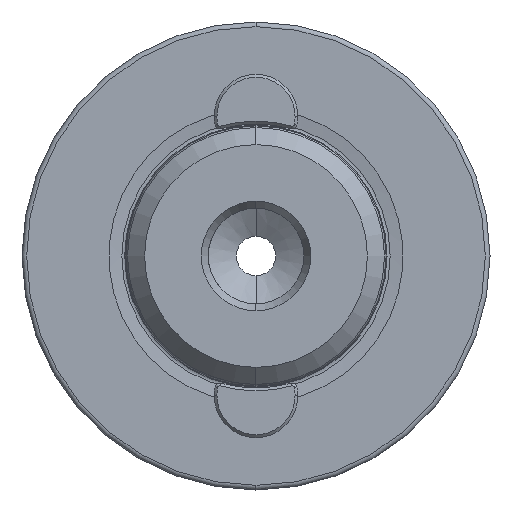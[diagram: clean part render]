
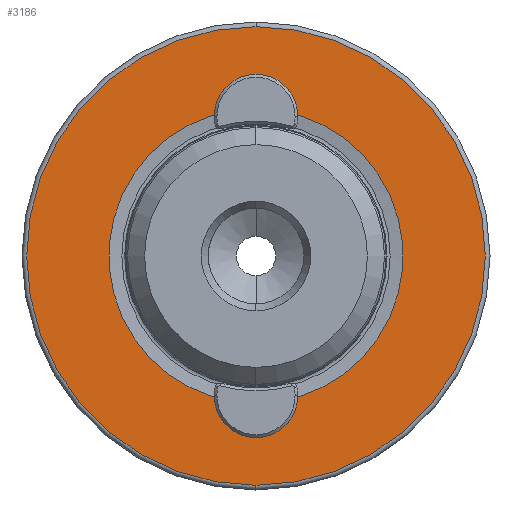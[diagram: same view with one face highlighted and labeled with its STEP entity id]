
A CAD part, left-side view. The second image highlights one B-rep face of the part: STEP entity #3186.
In plain terms, the highlighted planar face has unit normal (-1, 0, 0).
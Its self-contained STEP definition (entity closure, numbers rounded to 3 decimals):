
#91 = CIRCLE ( 'NONE', #1686, 15.715 ) ;
#142 = CARTESIAN_POINT ( 'NONE',  ( 0., 0., 24.5 ) ) ;
#162 = EDGE_CURVE ( 'NONE', #381, #3939, #4692, .T. ) ;
#225 = EDGE_CURVE ( 'NONE', #3428, #4379, #4703, .T. ) ;
#374 = EDGE_CURVE ( 'NONE', #2208, #2527, #4273, .T. ) ;
#381 = VERTEX_POINT ( 'NONE', #2130 ) ;
#422 = AXIS2_PLACEMENT_3D ( 'NONE', #3266, #3258, #3249 ) ;
#500 = CIRCLE ( 'NONE', #422, 15.715 ) ;
#539 = CARTESIAN_POINT ( 'NONE',  ( 0., 0., -16.9 ) ) ;
#568 = CIRCLE ( 'NONE', #3460, 2.5 ) ;
#589 = DIRECTION ( 'NONE',  ( -1., 0., 0. ) ) ;
#594 = DIRECTION ( 'NONE',  ( 0., 0., 1. ) ) ;
#726 = CIRCLE ( 'NONE', #2647, 2.5 ) ;
#751 = AXIS2_PLACEMENT_3D ( 'NONE', #4857, #4863, #4906 ) ;
#829 = CARTESIAN_POINT ( 'NONE',  ( 0., 0., -24.5 ) ) ;
#969 = DIRECTION ( 'NONE',  ( 0., 0., 1. ) ) ;
#1030 = AXIS2_PLACEMENT_3D ( 'NONE', #1224, #1279, #1295 ) ;
#1037 = DIRECTION ( 'NONE',  ( -1., 0., 0. ) ) ;
#1045 = CARTESIAN_POINT ( 'NONE',  ( 0., 0., -16.9 ) ) ;
#1224 = CARTESIAN_POINT ( 'NONE',  ( 0., 0., 0. ) ) ;
#1279 = DIRECTION ( 'NONE',  ( -1., 0., 0. ) ) ;
#1295 = DIRECTION ( 'NONE',  ( 0., 0., 1. ) ) ;
#1346 = CIRCLE ( 'NONE', #1030, 24.5 ) ;
#1384 = EDGE_CURVE ( 'NONE', #2527, #2208, #1346, .T. ) ;
#1686 = AXIS2_PLACEMENT_3D ( 'NONE', #4499, #3806, #3793 ) ;
#1700 = EDGE_CURVE ( 'NONE', #3825, #381, #568, .T. ) ;
#1749 = ORIENTED_EDGE ( 'NONE', *, *, #4574, .F. ) ;
#1754 = EDGE_CURVE ( 'NONE', #3138, #3825, #500, .T. ) ;
#1896 = CARTESIAN_POINT ( 'NONE',  ( 0., -2.118, -15.572 ) ) ;
#1927 = ORIENTED_EDGE ( 'NONE', *, *, #1754, .F. ) ;
#2130 = CARTESIAN_POINT ( 'NONE',  ( 0., 0., 19.4 ) ) ;
#2208 = VERTEX_POINT ( 'NONE', #829 ) ;
#2250 = CARTESIAN_POINT ( 'NONE',  ( 0., 0., -15.715 ) ) ;
#2290 = PLANE ( 'NONE',  #3961 ) ;
#2299 = DIRECTION ( 'NONE',  ( 1., 0., 0. ) ) ;
#2309 = DIRECTION ( 'NONE',  ( 0., 0., -1. ) ) ;
#2460 = CARTESIAN_POINT ( 'NONE',  ( 0., 2.118, 15.572 ) ) ;
#2527 = VERTEX_POINT ( 'NONE', #142 ) ;
#2647 = AXIS2_PLACEMENT_3D ( 'NONE', #1045, #1037, #969 ) ;
#2966 = ORIENTED_EDGE ( 'NONE', *, *, #4056, .F. ) ;
#3138 = VERTEX_POINT ( 'NONE', #1896 ) ;
#3186 = ADVANCED_FACE ( 'NONE', ( #3293, #3301 ), #2290, .F. ) ;
#3249 = DIRECTION ( 'NONE',  ( 0., 0., 1. ) ) ;
#3258 = DIRECTION ( 'NONE',  ( -1., 0., 0. ) ) ;
#3266 = CARTESIAN_POINT ( 'NONE',  ( 0., 0., 0. ) ) ;
#3293 = FACE_BOUND ( 'NONE', #4512, .T. ) ;
#3301 = FACE_OUTER_BOUND ( 'NONE', #4624, .T. ) ;
#3314 = CARTESIAN_POINT ( 'NONE',  ( 0., 0., 0. ) ) ;
#3361 = DIRECTION ( 'NONE',  ( 0., 0., 1. ) ) ;
#3386 = DIRECTION ( 'NONE',  ( -1., 0., 0. ) ) ;
#3402 = ORIENTED_EDGE ( 'NONE', *, *, #374, .T. ) ;
#3428 = VERTEX_POINT ( 'NONE', #5021 ) ;
#3460 = AXIS2_PLACEMENT_3D ( 'NONE', #3599, #3584, #3581 ) ;
#3569 = CARTESIAN_POINT ( 'NONE',  ( 0., 0., -19.4 ) ) ;
#3581 = DIRECTION ( 'NONE',  ( 0., 0., 1. ) ) ;
#3584 = DIRECTION ( 'NONE',  ( -1., 0., 0. ) ) ;
#3599 = CARTESIAN_POINT ( 'NONE',  ( 0., 0., 16.9 ) ) ;
#3793 = DIRECTION ( 'NONE',  ( 0., 0., 1. ) ) ;
#3806 = DIRECTION ( 'NONE',  ( -1., 0., 0. ) ) ;
#3807 = AXIS2_PLACEMENT_3D ( 'NONE', #539, #589, #594 ) ;
#3825 = VERTEX_POINT ( 'NONE', #3920 ) ;
#3854 = ORIENTED_EDGE ( 'NONE', *, *, #162, .F. ) ;
#3907 = ORIENTED_EDGE ( 'NONE', *, *, #225, .F. ) ;
#3920 = CARTESIAN_POINT ( 'NONE',  ( 0., -2.118, 15.572 ) ) ;
#3939 = VERTEX_POINT ( 'NONE', #2460 ) ;
#3961 = AXIS2_PLACEMENT_3D ( 'NONE', #2250, #2299, #2309 ) ;
#4017 = ORIENTED_EDGE ( 'NONE', *, *, #1384, .T. ) ;
#4056 = EDGE_CURVE ( 'NONE', #4379, #3138, #726, .T. ) ;
#4273 = CIRCLE ( 'NONE', #4743, 24.5 ) ;
#4379 = VERTEX_POINT ( 'NONE', #3569 ) ;
#4499 = CARTESIAN_POINT ( 'NONE',  ( 0., 0., 0. ) ) ;
#4512 = EDGE_LOOP ( 'NONE', ( #1749, #3854, #4933, #1927, #2966, #3907 ) ) ;
#4574 = EDGE_CURVE ( 'NONE', #3939, #3428, #91, .T. ) ;
#4624 = EDGE_LOOP ( 'NONE', ( #4017, #3402 ) ) ;
#4692 = CIRCLE ( 'NONE', #751, 2.5 ) ;
#4703 = CIRCLE ( 'NONE', #3807, 2.5 ) ;
#4743 = AXIS2_PLACEMENT_3D ( 'NONE', #3314, #3386, #3361 ) ;
#4857 = CARTESIAN_POINT ( 'NONE',  ( 0., 0., 16.9 ) ) ;
#4863 = DIRECTION ( 'NONE',  ( -1., 0., 0. ) ) ;
#4906 = DIRECTION ( 'NONE',  ( 0., 0., 1. ) ) ;
#4933 = ORIENTED_EDGE ( 'NONE', *, *, #1700, .F. ) ;
#5021 = CARTESIAN_POINT ( 'NONE',  ( 0., 2.118, -15.572 ) ) ;
